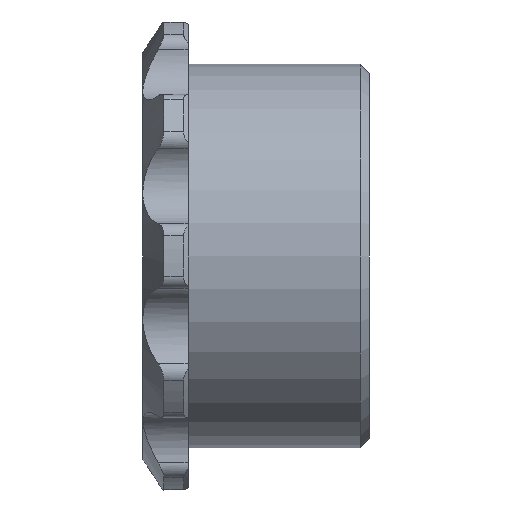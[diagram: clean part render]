
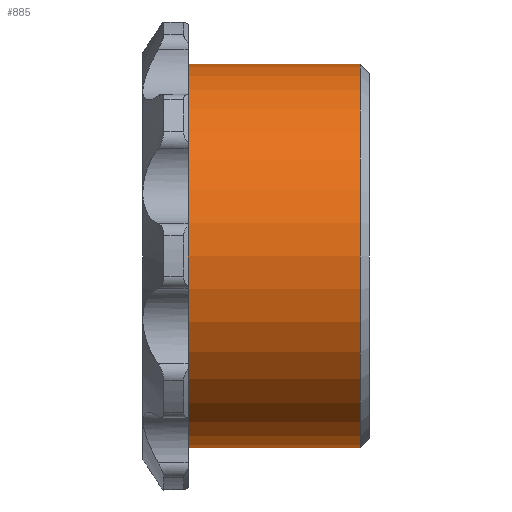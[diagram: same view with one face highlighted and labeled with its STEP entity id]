
A CAD part, left-side view. The second image highlights one B-rep face of the part: STEP entity #885.
In plain terms, the highlighted cylindrical face has radius 21.2 mm (diameter 42.4 mm), a partial arc.
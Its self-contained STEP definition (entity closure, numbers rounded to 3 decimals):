
#134 = AXIS2_PLACEMENT_3D ( 'NONE', #2944, #707, #2634 ) ;
#182 = AXIS2_PLACEMENT_3D ( 'NONE', #2029, #532, #2746 ) ;
#362 = DIRECTION ( 'NONE',  ( 0., -1., 0. ) ) ;
#394 = VERTEX_POINT ( 'NONE', #844 ) ;
#399 = VECTOR ( 'NONE', #2573, 1000. ) ;
#479 = CIRCLE ( 'NONE', #798, 21.2 ) ;
#532 = DIRECTION ( 'NONE',  ( 0., -1., 0. ) ) ;
#548 = EDGE_LOOP ( 'NONE', ( #1467, #756, #2655, #914 ) ) ;
#561 = VERTEX_POINT ( 'NONE', #1896 ) ;
#707 = DIRECTION ( 'NONE',  ( 0., -1., 0. ) ) ;
#756 = ORIENTED_EDGE ( 'NONE', *, *, #898, .T. ) ;
#798 = AXIS2_PLACEMENT_3D ( 'NONE', #1121, #362, #2097 ) ;
#844 = CARTESIAN_POINT ( 'NONE',  ( 0., 1., -21.2 ) ) ;
#885 = ADVANCED_FACE ( 'NONE', ( #1396 ), #2135, .T. ) ;
#890 = LINE ( 'NONE', #940, #3174 ) ;
#898 = EDGE_CURVE ( 'NONE', #561, #1946, #479, .T. ) ;
#914 = ORIENTED_EDGE ( 'NONE', *, *, #1853, .F. ) ;
#940 = CARTESIAN_POINT ( 'NONE',  ( 0., 0., 21.2 ) ) ;
#957 = DIRECTION ( 'NONE',  ( 0., -1., 0. ) ) ;
#1065 = LINE ( 'NONE', #2360, #399 ) ;
#1086 = EDGE_CURVE ( 'NONE', #561, #3137, #890, .T. ) ;
#1121 = CARTESIAN_POINT ( 'NONE',  ( 0., 20., 0. ) ) ;
#1396 = FACE_OUTER_BOUND ( 'NONE', #548, .T. ) ;
#1467 = ORIENTED_EDGE ( 'NONE', *, *, #1086, .F. ) ;
#1671 = CIRCLE ( 'NONE', #134, 21.2 ) ;
#1853 = EDGE_CURVE ( 'NONE', #3137, #394, #1671, .T. ) ;
#1896 = CARTESIAN_POINT ( 'NONE',  ( 0., 20., 21.2 ) ) ;
#1901 = CARTESIAN_POINT ( 'NONE',  ( 0., 20., -21.2 ) ) ;
#1946 = VERTEX_POINT ( 'NONE', #1901 ) ;
#2029 = CARTESIAN_POINT ( 'NONE',  ( 0., 0., 0. ) ) ;
#2097 = DIRECTION ( 'NONE',  ( 0., 0., -1. ) ) ;
#2124 = CARTESIAN_POINT ( 'NONE',  ( 0., 1., 21.2 ) ) ;
#2135 = CYLINDRICAL_SURFACE ( 'NONE', #182, 21.2 ) ;
#2360 = CARTESIAN_POINT ( 'NONE',  ( 0., 0., -21.2 ) ) ;
#2573 = DIRECTION ( 'NONE',  ( 0., -1., 0. ) ) ;
#2634 = DIRECTION ( 'NONE',  ( 0., 0., -1. ) ) ;
#2655 = ORIENTED_EDGE ( 'NONE', *, *, #2697, .T. ) ;
#2697 = EDGE_CURVE ( 'NONE', #1946, #394, #1065, .T. ) ;
#2746 = DIRECTION ( 'NONE',  ( 0., 0., -1. ) ) ;
#2944 = CARTESIAN_POINT ( 'NONE',  ( 0., 1., 0. ) ) ;
#3137 = VERTEX_POINT ( 'NONE', #2124 ) ;
#3174 = VECTOR ( 'NONE', #957, 1000. ) ;
